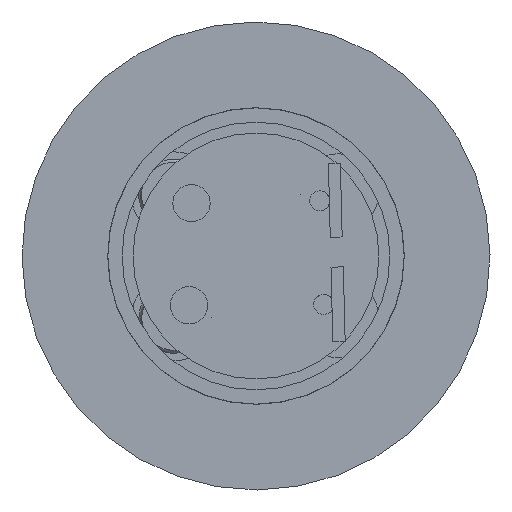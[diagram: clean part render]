
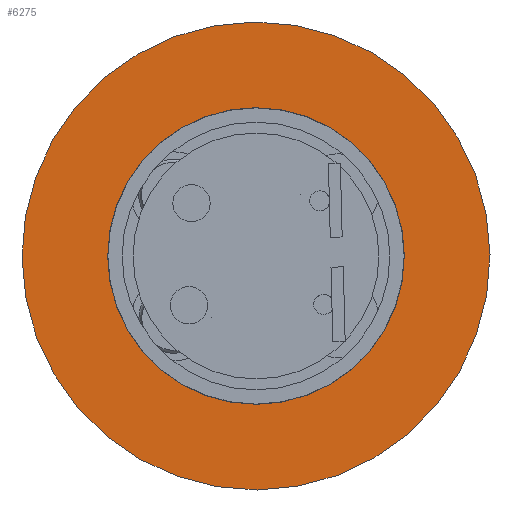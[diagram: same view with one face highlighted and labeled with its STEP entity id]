
A CAD part, front view. The second image highlights one B-rep face of the part: STEP entity #6275.
In plain terms, the highlighted planar face has unit normal (0, -1, 0).
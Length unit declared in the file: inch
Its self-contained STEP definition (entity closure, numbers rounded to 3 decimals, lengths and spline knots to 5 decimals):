
#570=CIRCLE('',#9797,0.59);
#571=CIRCLE('',#9798,0.374);
#2230=ORIENTED_EDGE('',*,*,#3040,.F.);
#2231=ORIENTED_EDGE('',*,*,#3041,.F.);
#3040=EDGE_CURVE('',#3608,#3608,#570,.T.);
#3041=EDGE_CURVE('',#3609,#3609,#571,.F.);
#3608=VERTEX_POINT('',#14566);
#3609=VERTEX_POINT('',#14568);
#5060=EDGE_LOOP('',(#2230));
#5061=EDGE_LOOP('',(#2231));
#5675=FACE_BOUND('',#5060,.T.);
#5676=FACE_BOUND('',#5061,.T.);
#5871=PLANE('',#9796);
#6275=ADVANCED_FACE('',(#5675,#5676),#5871,.F.);
#9796=AXIS2_PLACEMENT_3D('',#14564,#11689,#11690);
#9797=AXIS2_PLACEMENT_3D('',#14565,#11691,#11692);
#9798=AXIS2_PLACEMENT_3D('',#14567,#11693,#11694);
#11689=DIRECTION('',(0.,1.,0.));
#11690=DIRECTION('',(-0.769,0.,0.639));
#11691=DIRECTION('',(0.,1.,0.));
#11692=DIRECTION('',(0.769,0.,-0.639));
#11693=DIRECTION('',(0.,1.,0.));
#11694=DIRECTION('',(-0.769,0.,0.639));
#14564=CARTESIAN_POINT('',(0.,-0.45,0.));
#14565=CARTESIAN_POINT('',(0.,-0.45,0.));
#14566=CARTESIAN_POINT('',(0.45379,-0.45,-0.37706));
#14567=CARTESIAN_POINT('',(0.,-0.45,0.));
#14568=CARTESIAN_POINT('',(-0.28766,-0.45,0.23902));
